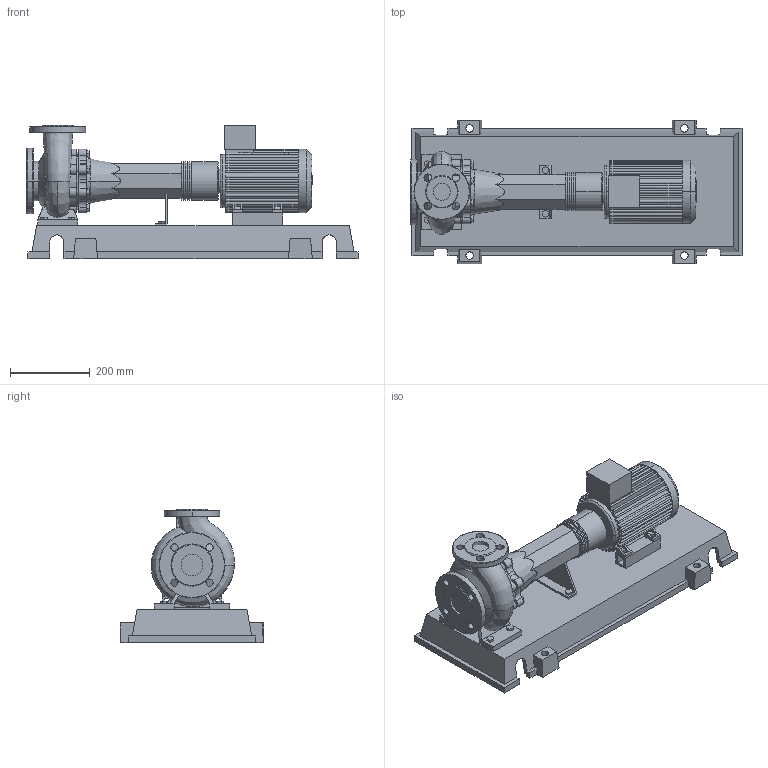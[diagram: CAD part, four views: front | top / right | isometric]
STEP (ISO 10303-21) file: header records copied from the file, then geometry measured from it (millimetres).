
FILE_DESCRIPTION((''),'2;1');
FILE_NAME('3d_NL32_125-1.1-2-05-4108880.stp','2015-03-03T07:33:25',(''),(''),'Mechanical Desktop 2009','Mechanical Desktop 2009',', , ');
FILE_SCHEMA(('CONFIG_CONTROL_DESIGN'));
Length unit declared in the file: millimetre
Products named in the file (1): Product
Bounding box: 835 x 360 x 335 mm (x, y, z)
Volume: 14989068.3 mm3; surface area: 1676798.9 mm2
Topology: 13 solids, 13 shells, 820 faces, 2214 edges, 1459 vertices
Faces by surface type: plane 426, bspline 189, cylinder 185, cone 10, torus 10
Entity records: 29528 total; most frequent: CARTESIAN_POINT 9028, ORIENTED_EDGE 4430, DIRECTION 3961, EDGE_CURVE 2215, VECTOR 1465, LINE 1465, VERTEX_POINT 1458, AXIS2_PLACEMENT_3D 1248
